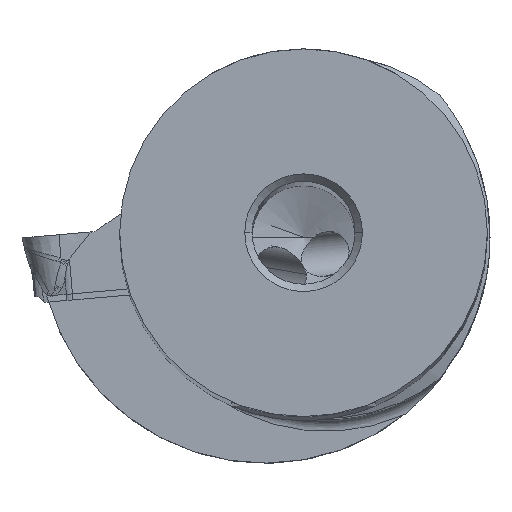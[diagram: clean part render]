
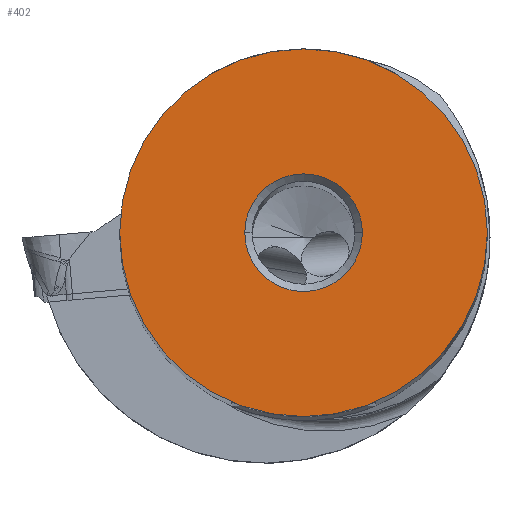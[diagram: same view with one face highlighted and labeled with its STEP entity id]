
A CAD part, top view. The second image highlights one B-rep face of the part: STEP entity #402.
In plain terms, the highlighted planar face has unit normal (0, 0, 1).
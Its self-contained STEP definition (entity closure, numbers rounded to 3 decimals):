
#43=FACE_BOUND('',#823,.T.);
#44=FACE_BOUND('',#824,.T.);
#124=PLANE('',#4037);
#402=ADVANCED_FACE('',(#43,#44),#124,.T.);
#823=EDGE_LOOP('',(#1903,#1904));
#824=EDGE_LOOP('',(#1905,#1906));
#1903=ORIENTED_EDGE('',*,*,#2903,.T.);
#1904=ORIENTED_EDGE('',*,*,#2904,.T.);
#1905=ORIENTED_EDGE('',*,*,#2902,.T.);
#1906=ORIENTED_EDGE('',*,*,#2900,.T.);
#2350=VERTEX_POINT('',#12519);
#2351=VERTEX_POINT('',#12521);
#2352=VERTEX_POINT('',#12527);
#2353=VERTEX_POINT('',#12528);
#2900=EDGE_CURVE('',#2351,#2350,#3341,.T.);
#2902=EDGE_CURVE('',#2350,#2351,#3342,.T.);
#2903=EDGE_CURVE('',#2352,#2353,#3343,.T.);
#2904=EDGE_CURVE('',#2353,#2352,#3344,.T.);
#3341=CIRCLE('',#4031,4.);
#3342=CIRCLE('',#4033,4.);
#3343=CIRCLE('',#4035,12.5);
#3344=CIRCLE('',#4036,12.5);
#4031=AXIS2_PLACEMENT_3D('',#12520,#4675,#4676);
#4033=AXIS2_PLACEMENT_3D('',#12524,#4680,#4681);
#4035=AXIS2_PLACEMENT_3D('',#12526,#4684,#4685);
#4036=AXIS2_PLACEMENT_3D('',#12529,#4686,#4687);
#4037=AXIS2_PLACEMENT_3D('',#12530,#4688,#4689);
#4675=DIRECTION('',(0.,0.,-1.));
#4676=DIRECTION('',(-1.,0.,0.));
#4680=DIRECTION('',(0.,0.,-1.));
#4681=DIRECTION('',(1.,0.,0.));
#4684=DIRECTION('',(0.,0.,1.));
#4685=DIRECTION('',(1.,0.,0.));
#4686=DIRECTION('',(0.,0.,1.));
#4687=DIRECTION('',(-1.,0.,0.));
#4688=DIRECTION('',(0.,0.,1.));
#4689=DIRECTION('',(-1.,0.,0.));
#12519=CARTESIAN_POINT('',(4.,0.,0.));
#12520=CARTESIAN_POINT('',(0.,0.,0.));
#12521=CARTESIAN_POINT('',(-4.,0.,0.));
#12524=CARTESIAN_POINT('',(0.,0.,0.));
#12526=CARTESIAN_POINT('',(0.,0.,0.));
#12527=CARTESIAN_POINT('',(12.5,0.,0.));
#12528=CARTESIAN_POINT('',(-12.5,0.,0.));
#12529=CARTESIAN_POINT('',(0.,0.,0.));
#12530=CARTESIAN_POINT('',(0.,0.,0.));
